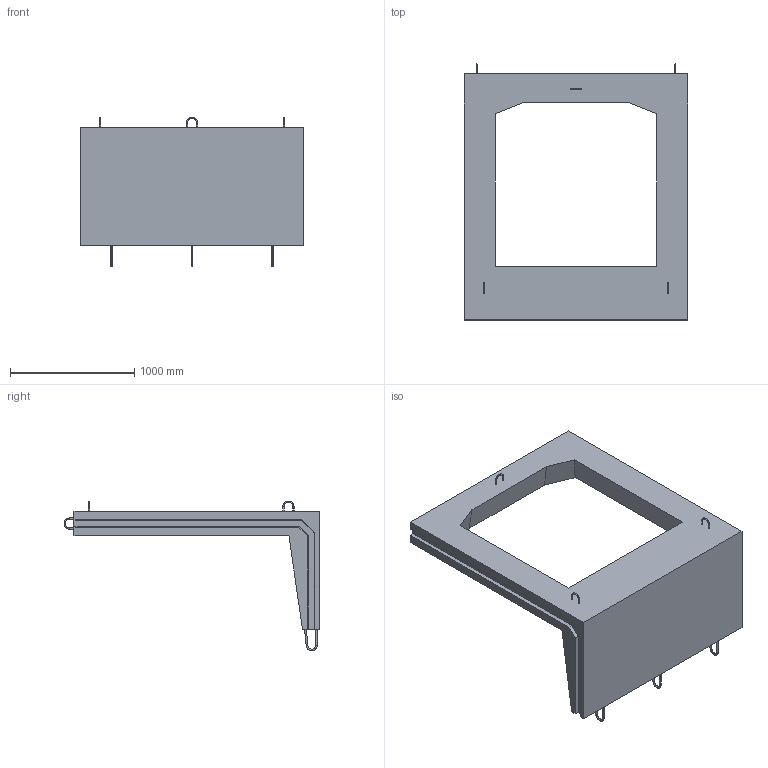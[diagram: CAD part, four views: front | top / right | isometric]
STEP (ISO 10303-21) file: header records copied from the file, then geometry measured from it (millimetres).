
FILE_DESCRIPTION (( 'STEP AP203' ), '1' );
FILE_NAME ('È33.00.000 Áëîê ñòåíîâîé ÑÁ2_áåòîí.STEP', '2021-10-26T10:52:55', ( '' ), ( '' ), 'SwSTEP 2.0', 'SolidWorks 2018', '' );
FILE_SCHEMA (( 'CONFIG_CONTROL_DESIGN' ));
Length unit declared in the file: millimetre
Products named in the file (1): È33.00.000 Áëîê ñòåíîâîé ÑÁ2_áåòîí
Bounding box: 1800 x 2060 x 1204.99 mm (x, y, z)
Volume: 612734331.2 mm3; surface area: 9302225.7 mm2
Topology: 1 solids, 1 shells, 80 faces, 204 edges, 126 vertices
Faces by surface type: cylinder 32, plane 30, torus 18
Entity records: 2523 total; most frequent: DIRECTION 442, CARTESIAN_POINT 429, ORIENTED_EDGE 408, EDGE_CURVE 204, AXIS2_PLACEMENT_3D 163, VERTEX_POINT 126, LINE 116, VECTOR 116
